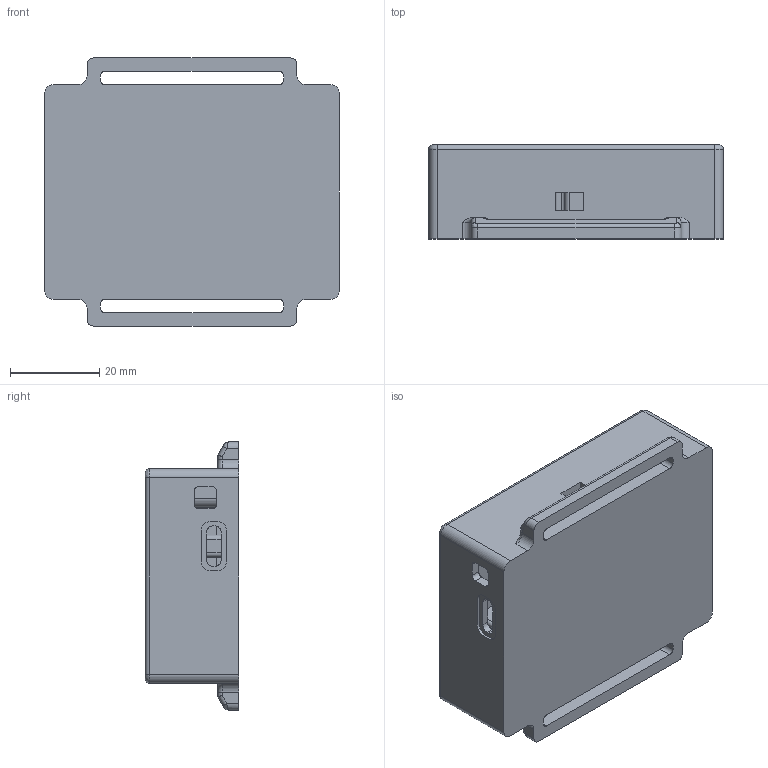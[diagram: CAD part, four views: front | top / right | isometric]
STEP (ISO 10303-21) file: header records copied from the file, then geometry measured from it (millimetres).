
FILE_DESCRIPTION(/* description */ (''),/* implementation_level */ '2;1');
FILE_NAME(/* name */ 'V7.0 Open-Source.step',/* time_stamp */ '2023-10-29T21:28:22+08:00',/* author */ (''),/* organization */ (''),/* preprocessor_version */ 'ST-DEVELOPER v20',/* originating_system */ 'Autodesk Translation Framework v12.14.0.127',/* authorisation */ '');
FILE_SCHEMA (('AUTOMOTIVE_DESIGN { 1 0 10303 214 3 1 1 }'));
Length unit declared in the file: millimetre
Products named in the file (1): V7.0 Open-Source
Bounding box: 66 x 21 x 60 mm (x, y, z)
Volume: 30049 mm3; surface area: 24737.8 mm2
Topology: 2 solids, 2 shells, 251 faces, 677 edges, 437 vertices
Faces by surface type: plane 118, cylinder 103, torus 15, bspline 12, cone 3
Full cylindrical faces by diameter (mm): 2 x4, 2.5 x1, 2.8 x2, 3.5 x2, 4.5 x1, 5 x1
Entity records: 8263 total; most frequent: CARTESIAN_POINT 1734, DIRECTION 1393, ORIENTED_EDGE 1354, EDGE_CURVE 677, AXIS2_PLACEMENT_3D 492, VERTEX_POINT 437, LINE 409, VECTOR 409
